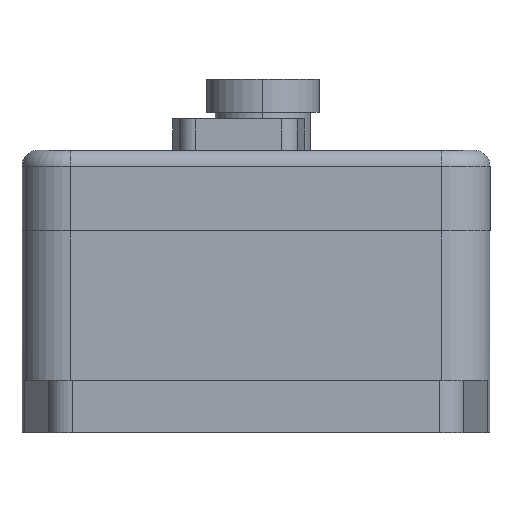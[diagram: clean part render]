
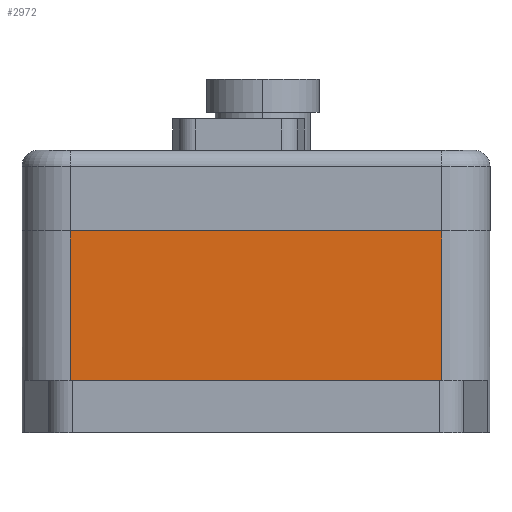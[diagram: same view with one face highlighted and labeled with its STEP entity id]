
A CAD part, left-side view. The second image highlights one B-rep face of the part: STEP entity #2972.
In plain terms, the highlighted planar face has unit normal (-1, 0, 0).
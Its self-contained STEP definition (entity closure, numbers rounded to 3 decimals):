
#400 = LINE ( 'NONE', #10039, #21479 ) ;
#1505 = ORIENTED_EDGE ( 'NONE', *, *, #6249, .F. ) ;
#1946 = ORIENTED_EDGE ( 'NONE', *, *, #20604, .T. ) ;
#2566 = CARTESIAN_POINT ( 'NONE',  ( -53.369, 47.919, 70.75 ) ) ;
#2972 = ADVANCED_FACE ( 'NONE', ( #13314 ), #17604, .F. ) ;
#3368 = DIRECTION ( 'NONE',  ( 0., 0., -1. ) ) ;
#5348 = LINE ( 'NONE', #9394, #21818 ) ;
#5955 = DIRECTION ( 'NONE',  ( 0., 1., 0. ) ) ;
#6105 = CARTESIAN_POINT ( 'NONE',  ( -53.369, 47.919, 52.25 ) ) ;
#6249 = EDGE_CURVE ( 'NONE', #10024, #19300, #16424, .T. ) ;
#7926 = ORIENTED_EDGE ( 'NONE', *, *, #16382, .T. ) ;
#9361 = DIRECTION ( 'NONE',  ( 1., 0., 0. ) ) ;
#9394 = CARTESIAN_POINT ( 'NONE',  ( -53.369, -4.081, 70.75 ) ) ;
#9445 = DIRECTION ( 'NONE',  ( 0., -1., 0. ) ) ;
#10024 = VERTEX_POINT ( 'NONE', #22060 ) ;
#10039 = CARTESIAN_POINT ( 'NONE',  ( -53.369, 41.919, 70.75 ) ) ;
#10700 = VECTOR ( 'NONE', #9445, 1000. ) ;
#12494 = VERTEX_POINT ( 'NONE', #14829 ) ;
#12942 = CARTESIAN_POINT ( 'NONE',  ( -53.369, 47.919, 70.75 ) ) ;
#13314 = FACE_OUTER_BOUND ( 'NONE', #17065, .T. ) ;
#14698 = AXIS2_PLACEMENT_3D ( 'NONE', #12942, #9361, #5955 ) ;
#14829 = CARTESIAN_POINT ( 'NONE',  ( -53.369, 41.919, 52.25 ) ) ;
#14870 = ORIENTED_EDGE ( 'NONE', *, *, #15907, .T. ) ;
#15369 = CARTESIAN_POINT ( 'NONE',  ( -53.369, -4.081, 70.75 ) ) ;
#15907 = EDGE_CURVE ( 'NONE', #10024, #12494, #400, .T. ) ;
#16382 = EDGE_CURVE ( 'NONE', #12494, #21611, #18211, .T. ) ;
#16424 = LINE ( 'NONE', #2566, #10700 ) ;
#16613 = VECTOR ( 'NONE', #19987, 1000. ) ;
#17065 = EDGE_LOOP ( 'NONE', ( #14870, #7926, #1946, #1505 ) ) ;
#17604 = PLANE ( 'NONE',  #14698 ) ;
#18069 = DIRECTION ( 'NONE',  ( 0., 0., 1. ) ) ;
#18211 = LINE ( 'NONE', #6105, #16613 ) ;
#19300 = VERTEX_POINT ( 'NONE', #15369 ) ;
#19987 = DIRECTION ( 'NONE',  ( 0., -1., 0. ) ) ;
#20604 = EDGE_CURVE ( 'NONE', #21611, #19300, #5348, .T. ) ;
#21479 = VECTOR ( 'NONE', #3368, 1000. ) ;
#21611 = VERTEX_POINT ( 'NONE', #22079 ) ;
#21818 = VECTOR ( 'NONE', #18069, 1000. ) ;
#22060 = CARTESIAN_POINT ( 'NONE',  ( -53.369, 41.919, 70.75 ) ) ;
#22079 = CARTESIAN_POINT ( 'NONE',  ( -53.369, -4.081, 52.25 ) ) ;
